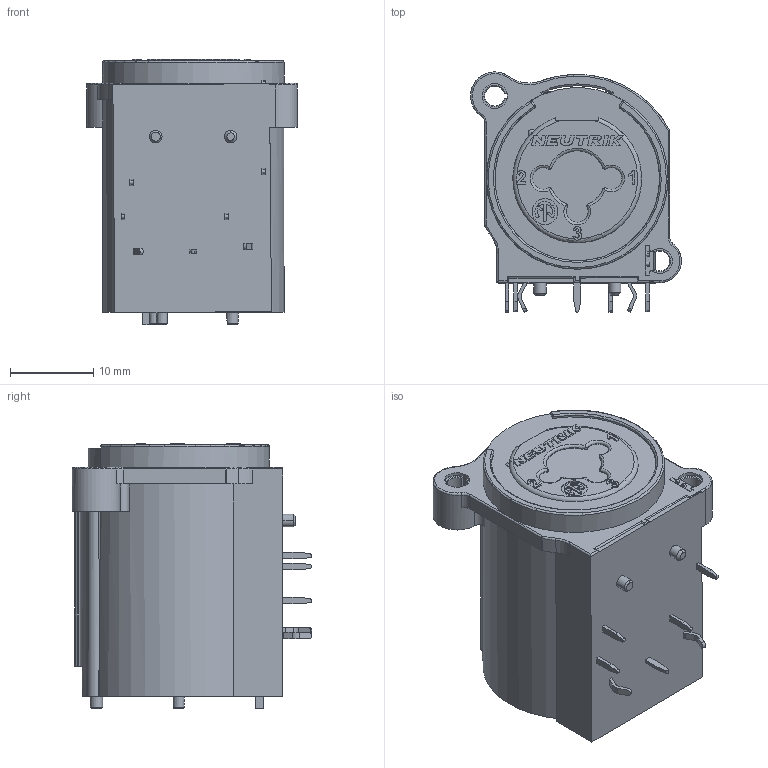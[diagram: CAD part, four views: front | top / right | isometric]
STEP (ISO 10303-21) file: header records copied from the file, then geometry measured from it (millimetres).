
FILE_DESCRIPTION((''),'2;1');
FILE_NAME('PRT0002','2024-06-14T17:16:31',('zhj'),(''),'CREO PARAMETRIC BY PTC INC, 2021184','CREO PARAMETRIC BY PTC INC, 2021184','');
FILE_SCHEMA(('AUTOMOTIVE_DESIGN { 1 0 10303 214 1 1 1 1 }'));
Length unit declared in the file: millimetre
Products named in the file (1): PRT0002
Bounding box: 25.3 x 28.8 x 31.89 mm (x, y, z)
Volume: 13303.2 mm3; surface area: 4285.1 mm2
Topology: 1 solids, 1 shells, 419 faces, 1277 edges, 878 vertices
Faces by surface type: plane 210, cylinder 116, extrusion 45, cone 24, torus 16, sphere 5, bspline 3
Entity records: 18626 total; most frequent: CARTESIAN_POINT 4083, ORIENTED_EDGE 2544, DIRECTION 2180, EDGE_CURVE 1272, VERTEX_POINT 878, AXIS2_PLACEMENT_3D 755, VECTOR 670, LINE 625
